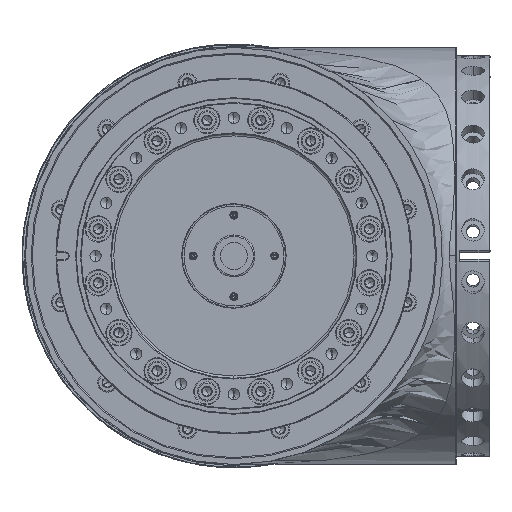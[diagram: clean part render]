
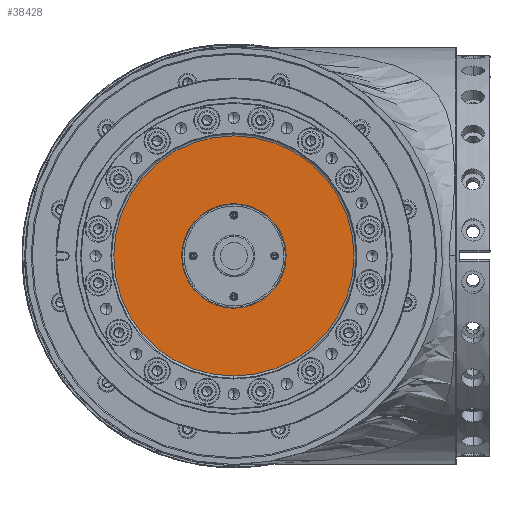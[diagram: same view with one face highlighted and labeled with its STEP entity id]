
A CAD part, left-side view. The second image highlights one B-rep face of the part: STEP entity #38428.
In plain terms, the highlighted planar face has unit normal (-1, 0, 0).
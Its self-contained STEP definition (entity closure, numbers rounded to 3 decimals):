
#2166 = VERTEX_POINT ( 'NONE', #45484 ) ;
#5853 = AXIS2_PLACEMENT_3D ( 'NONE', #30446, #27832, #44965 ) ;
#6040 = AXIS2_PLACEMENT_3D ( 'NONE', #21743, #44999, #63094 ) ;
#7695 = DIRECTION ( 'NONE',  ( 0., 0., -1. ) ) ;
#8664 = DIRECTION ( 'NONE',  ( 1., 0., 0. ) ) ;
#10079 = PLANE ( 'NONE',  #6040 ) ;
#11292 = FACE_BOUND ( 'NONE', #61056, .T. ) ;
#12020 = CIRCLE ( 'NONE', #32451, 23.05 ) ;
#13353 = ORIENTED_EDGE ( 'NONE', *, *, #66597, .T. ) ;
#16576 = EDGE_CURVE ( 'NONE', #2166, #50203, #66967, .T. ) ;
#18121 = DIRECTION ( 'NONE',  ( 0., 0., -1. ) ) ;
#20344 = CARTESIAN_POINT ( 'NONE',  ( -107.9, 0., 0. ) ) ;
#21743 = CARTESIAN_POINT ( 'NONE',  ( -107.9, 0., 0. ) ) ;
#22480 = CARTESIAN_POINT ( 'NONE',  ( -107.9, 0., 53. ) ) ;
#25840 = VERTEX_POINT ( 'NONE', #73134 ) ;
#26696 = ORIENTED_EDGE ( 'NONE', *, *, #16576, .T. ) ;
#27832 = DIRECTION ( 'NONE',  ( -1., 0., 0. ) ) ;
#30446 = CARTESIAN_POINT ( 'NONE',  ( -107.9, 0., 0. ) ) ;
#32351 = ORIENTED_EDGE ( 'NONE', *, *, #39949, .T. ) ;
#32451 = AXIS2_PLACEMENT_3D ( 'NONE', #20344, #37228, #7695 ) ;
#37228 = DIRECTION ( 'NONE',  ( 1., 0., 0. ) ) ;
#38428 = ADVANCED_FACE ( 'NONE', ( #11292, #40480 ), #10079, .T. ) ;
#39949 = EDGE_CURVE ( 'NONE', #50203, #2166, #12020, .T. ) ;
#40480 = FACE_OUTER_BOUND ( 'NONE', #66096, .T. ) ;
#44965 = DIRECTION ( 'NONE',  ( 0., 0., -1. ) ) ;
#44999 = DIRECTION ( 'NONE',  ( -1., 0., 0. ) ) ;
#45235 = AXIS2_PLACEMENT_3D ( 'NONE', #64569, #53125, #18121 ) ;
#45484 = CARTESIAN_POINT ( 'NONE',  ( -107.9, 0., -23.05 ) ) ;
#47442 = CARTESIAN_POINT ( 'NONE',  ( -107.9, 0., 0. ) ) ;
#50203 = VERTEX_POINT ( 'NONE', #54697 ) ;
#50239 = AXIS2_PLACEMENT_3D ( 'NONE', #47442, #8664, #56823 ) ;
#53125 = DIRECTION ( 'NONE',  ( -1., 0., 0. ) ) ;
#54697 = CARTESIAN_POINT ( 'NONE',  ( -107.9, 0., 23.05 ) ) ;
#56164 = CIRCLE ( 'NONE', #45235, 53. ) ;
#56823 = DIRECTION ( 'NONE',  ( 0., 0., -1. ) ) ;
#60367 = EDGE_CURVE ( 'NONE', #73503, #25840, #60902, .T. ) ;
#60902 = CIRCLE ( 'NONE', #5853, 53. ) ;
#61056 = EDGE_LOOP ( 'NONE', ( #26696, #32351 ) ) ;
#63094 = DIRECTION ( 'NONE',  ( 0., 0., -1. ) ) ;
#64569 = CARTESIAN_POINT ( 'NONE',  ( -107.9, 0., 0. ) ) ;
#66096 = EDGE_LOOP ( 'NONE', ( #13353, #66466 ) ) ;
#66466 = ORIENTED_EDGE ( 'NONE', *, *, #60367, .T. ) ;
#66597 = EDGE_CURVE ( 'NONE', #25840, #73503, #56164, .T. ) ;
#66967 = CIRCLE ( 'NONE', #50239, 23.05 ) ;
#73134 = CARTESIAN_POINT ( 'NONE',  ( -107.9, 0., -53. ) ) ;
#73503 = VERTEX_POINT ( 'NONE', #22480 ) ;
